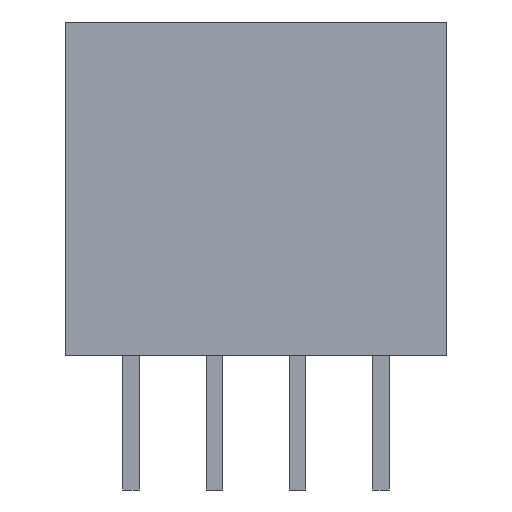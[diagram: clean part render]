
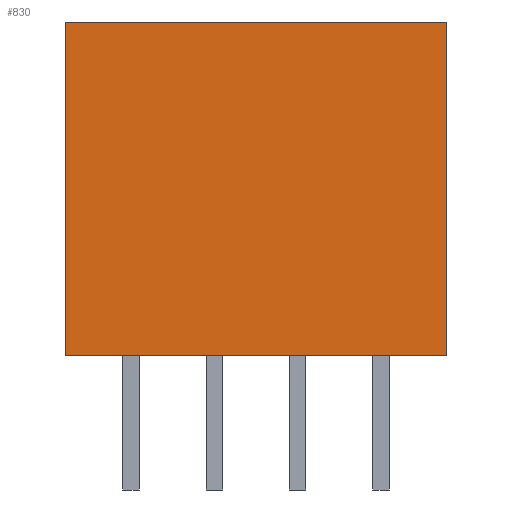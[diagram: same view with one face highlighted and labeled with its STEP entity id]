
A CAD part, front view. The second image highlights one B-rep face of the part: STEP entity #830.
In plain terms, the highlighted planar face has unit normal (0, -1, 0).
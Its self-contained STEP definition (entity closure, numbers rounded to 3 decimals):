
#3 = LINE ( 'NONE', #792, #187 ) ;
#61 = DIRECTION ( 'NONE',  ( 0., 0., -1. ) ) ;
#110 = AXIS2_PLACEMENT_3D ( 'NONE', #557, #769, #112 ) ;
#112 = DIRECTION ( 'NONE',  ( 0., 0., 1. ) ) ;
#117 = VERTEX_POINT ( 'NONE', #412 ) ;
#139 = VECTOR ( 'NONE', #61, 1000. ) ;
#142 = DIRECTION ( 'NONE',  ( 1., 0., 0. ) ) ;
#174 = DIRECTION ( 'NONE',  ( 0., 0., -1. ) ) ;
#187 = VECTOR ( 'NONE', #142, 1000. ) ;
#189 = CARTESIAN_POINT ( 'NONE',  ( 5.8, -3., 0. ) ) ;
#197 = LINE ( 'NONE', #697, #139 ) ;
#218 = EDGE_CURVE ( 'NONE', #117, #229, #3, .T. ) ;
#229 = VERTEX_POINT ( 'NONE', #723 ) ;
#236 = LINE ( 'NONE', #608, #927 ) ;
#239 = ORIENTED_EDGE ( 'NONE', *, *, #751, .T. ) ;
#300 = CARTESIAN_POINT ( 'NONE',  ( -5.8, -3., 10.16 ) ) ;
#309 = ORIENTED_EDGE ( 'NONE', *, *, #218, .F. ) ;
#323 = CARTESIAN_POINT ( 'NONE',  ( -5.8, -3., 0. ) ) ;
#347 = VECTOR ( 'NONE', #174, 1000. ) ;
#402 = PLANE ( 'NONE',  #110 ) ;
#412 = CARTESIAN_POINT ( 'NONE',  ( -5.8, -3., 10.16 ) ) ;
#525 = EDGE_LOOP ( 'NONE', ( #239, #733, #309, #793 ) ) ;
#557 = CARTESIAN_POINT ( 'NONE',  ( -5.8, -3., 10.16 ) ) ;
#603 = FACE_OUTER_BOUND ( 'NONE', #525, .T. ) ;
#608 = CARTESIAN_POINT ( 'NONE',  ( -5.8, -3., 0. ) ) ;
#697 = CARTESIAN_POINT ( 'NONE',  ( 5.8, -3., 10.16 ) ) ;
#723 = CARTESIAN_POINT ( 'NONE',  ( 5.8, -3., 10.16 ) ) ;
#733 = ORIENTED_EDGE ( 'NONE', *, *, #920, .F. ) ;
#735 = EDGE_CURVE ( 'NONE', #117, #823, #743, .T. ) ;
#738 = DIRECTION ( 'NONE',  ( 1., 0., 0. ) ) ;
#743 = LINE ( 'NONE', #300, #347 ) ;
#751 = EDGE_CURVE ( 'NONE', #823, #874, #236, .T. ) ;
#769 = DIRECTION ( 'NONE',  ( 0., 1., 0. ) ) ;
#792 = CARTESIAN_POINT ( 'NONE',  ( -5.8, -3., 10.16 ) ) ;
#793 = ORIENTED_EDGE ( 'NONE', *, *, #735, .T. ) ;
#823 = VERTEX_POINT ( 'NONE', #323 ) ;
#830 = ADVANCED_FACE ( 'NONE', ( #603 ), #402, .F. ) ;
#874 = VERTEX_POINT ( 'NONE', #189 ) ;
#920 = EDGE_CURVE ( 'NONE', #229, #874, #197, .T. ) ;
#927 = VECTOR ( 'NONE', #738, 1000. ) ;
